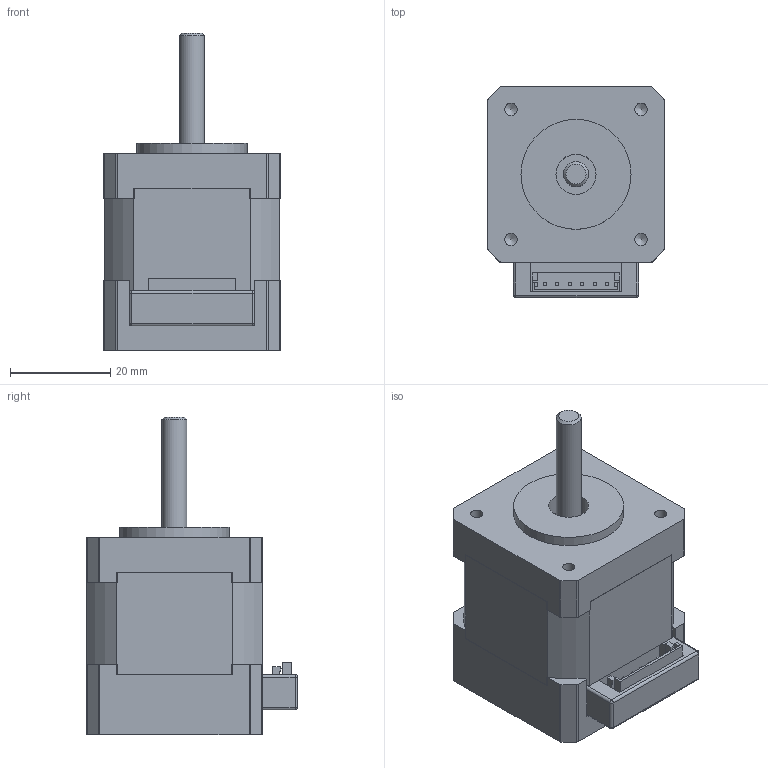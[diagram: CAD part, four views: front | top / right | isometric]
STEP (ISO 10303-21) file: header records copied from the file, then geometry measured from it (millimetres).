
FILE_DESCRIPTION((''),'2;1');
FILE_NAME('SC3518M1204_A.stp','2015-05-19T12:37:54',('schneid_a'),(''),'Autodesk Inventor 2010','Autodesk Inventor 2010','');
FILE_SCHEMA(('AUTOMOTIVE_DESIGN { 1 0 10303 214 1 1 1 1 }'));
Length unit declared in the file: millimetre
Products named in the file (1): SC3518M1204_A
Bounding box: 35.2 x 42.2 x 63.54 mm (x, y, z)
Surface area: 11408.8 mm2 (no closed solid volume)
Topology: 0 solids, 16 shells, 233 faces, 751 edges, 517 vertices
Faces by surface type: plane 138, cone 43, cylinder 32, bspline 12, sphere 8
Full cylindrical faces by diameter (mm): 5 x1, 7 x1, 8 x1, 22 x1
Entity records: 8374 total; most frequent: CARTESIAN_POINT 1847, DIRECTION 1301, ORIENTED_EDGE 1235, EDGE_CURVE 712, VERTEX_POINT 505, AXIS2_PLACEMENT_3D 447, VECTOR 407, LINE 407
